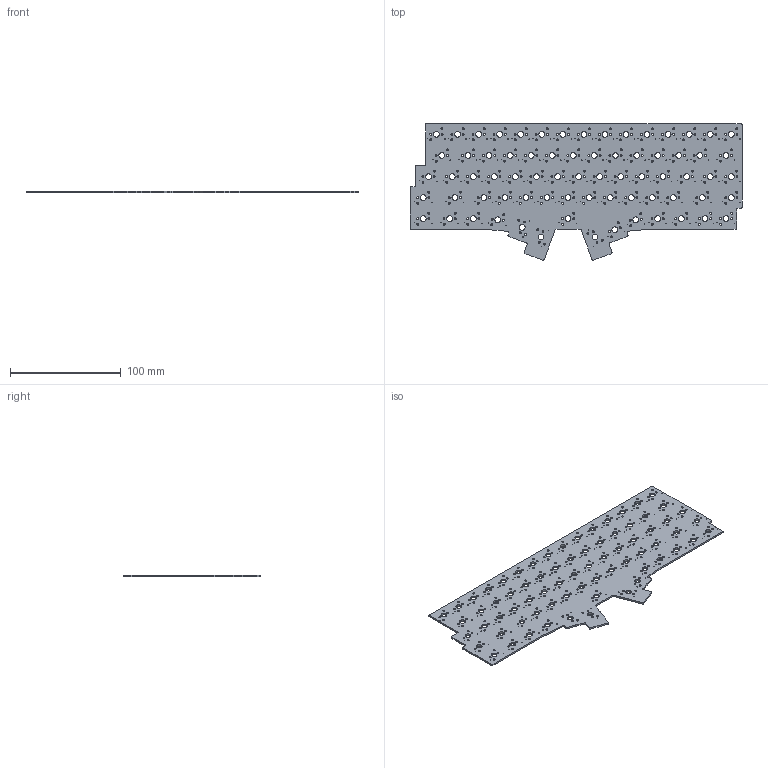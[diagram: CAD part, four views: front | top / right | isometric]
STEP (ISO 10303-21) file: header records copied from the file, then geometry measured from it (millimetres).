
FILE_DESCRIPTION(('KiCad electronic assembly'),'2;1');
FILE_NAME('pcb.step','2025-11-10T14:15:22',('Pcbnew'),('Kicad'), 'Open CASCADE STEP processor 7.8','KiCad to STEP converter','Unknown' );
FILE_SCHEMA(('AUTOMOTIVE_DESIGN { 1 0 10303 214 1 1 1 1 }'));
Length unit declared in the file: millimetre
Products named in the file (2): pcb 1; pcb_PCB
Assembly tree (1 placements, depth 2):
  pcb 1
    pcb_PCB
Bounding box: 299.45 x 123.05 x 1.51 mm (x, y, z)
Volume: 40724.3 mm3; surface area: 59750.7 mm2
Topology: 1 solids, 1 shells, 626 faces, 1872 edges, 1248 vertices
Faces by surface type: cylinder 526, plane 100
Full cylindrical faces by diameter (mm): 0.5 x144, 1.7 x144, 1.8 x144, 5.2 x72
Entity records: 23721 total; most frequent: DIRECTION 4180, CARTESIAN_POINT 3748, ORIENTED_EDGE 3744, EDGE_CURVE 1872, AXIS2_PLACEMENT_3D 1680, FACE_BOUND 1634, EDGE_LOOP 1634, VERTEX_POINT 1248
